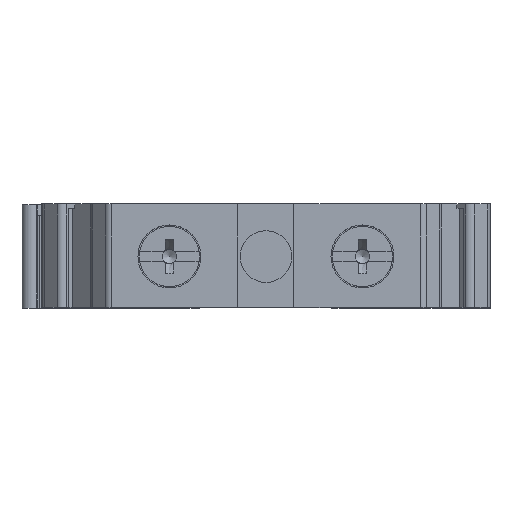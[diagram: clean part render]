
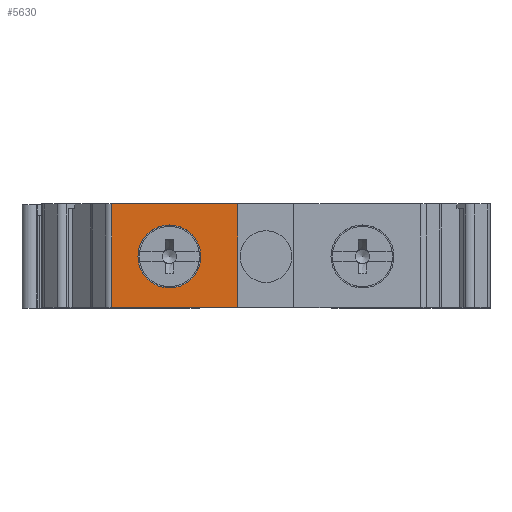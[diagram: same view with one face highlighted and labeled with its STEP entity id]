
A CAD part, top view. The second image highlights one B-rep face of the part: STEP entity #5630.
In plain terms, the highlighted planar face has unit normal (0, 0, 1).
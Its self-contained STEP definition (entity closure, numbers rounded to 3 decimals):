
#261=LINE('',#7908,#667);
#262=LINE('',#7912,#668);
#263=LINE('',#7915,#669);
#264=LINE('',#7916,#670);
#667=VECTOR('',#6615,1000.);
#668=VECTOR('',#6620,1000.);
#669=VECTOR('',#6621,1000.);
#670=VECTOR('',#6622,1000.);
#1203=ORIENTED_EDGE('',*,*,#2223,.T.);
#1204=ORIENTED_EDGE('',*,*,#2379,.F.);
#1205=ORIENTED_EDGE('',*,*,#2380,.F.);
#1206=ORIENTED_EDGE('',*,*,#2377,.T.);
#1207=ORIENTED_EDGE('',*,*,#2381,.T.);
#2223=EDGE_CURVE('',#2837,#2837,#3213,.T.);
#2377=EDGE_CURVE('',#2949,#2948,#261,.T.);
#2379=EDGE_CURVE('',#2950,#2951,#262,.T.);
#2380=EDGE_CURVE('',#2949,#2950,#263,.T.);
#2381=EDGE_CURVE('',#2948,#2951,#264,.T.);
#2837=VERTEX_POINT('',#7588);
#2948=VERTEX_POINT('',#7907);
#2949=VERTEX_POINT('',#7909);
#2950=VERTEX_POINT('',#7913);
#2951=VERTEX_POINT('',#7914);
#3213=CIRCLE('',#5823,3.65);
#3459=EDGE_LOOP('',(#1203));
#3460=EDGE_LOOP('',(#1204,#1205,#1206,#1207));
#3698=FACE_BOUND('',#3459,.T.);
#3699=FACE_BOUND('',#3460,.T.);
#3912=PLANE('',#5929);
#5630=ADVANCED_FACE('',(#3698,#3699),#3912,.T.);
#5823=AXIS2_PLACEMENT_3D('',#7587,#6309,#6310);
#5929=AXIS2_PLACEMENT_3D('',#7911,#6618,#6619);
#6309=DIRECTION('',(0.,0.,-1.));
#6310=DIRECTION('',(1.,0.,0.));
#6615=DIRECTION('',(0.,-1.,0.));
#6618=DIRECTION('',(0.,0.,1.));
#6619=DIRECTION('',(1.,0.,0.));
#6620=DIRECTION('',(0.,-1.,0.));
#6621=DIRECTION('',(1.,0.,0.));
#6622=DIRECTION('',(1.,0.,0.));
#7587=CARTESIAN_POINT('',(-11.2,-0.1,25.5));
#7588=CARTESIAN_POINT('',(-7.55,-0.1,25.5));
#7907=CARTESIAN_POINT('',(-17.905,-6.,25.5));
#7908=CARTESIAN_POINT('',(-17.905,33.307,25.5));
#7909=CARTESIAN_POINT('',(-17.905,6.,25.5));
#7911=CARTESIAN_POINT('',(-26.,-6.,25.5));
#7912=CARTESIAN_POINT('',(-3.25,33.307,25.5));
#7913=CARTESIAN_POINT('',(-3.25,6.,25.5));
#7914=CARTESIAN_POINT('',(-3.25,-6.,25.5));
#7915=CARTESIAN_POINT('',(-26.,6.,25.5));
#7916=CARTESIAN_POINT('',(-26.,-6.,25.5));
